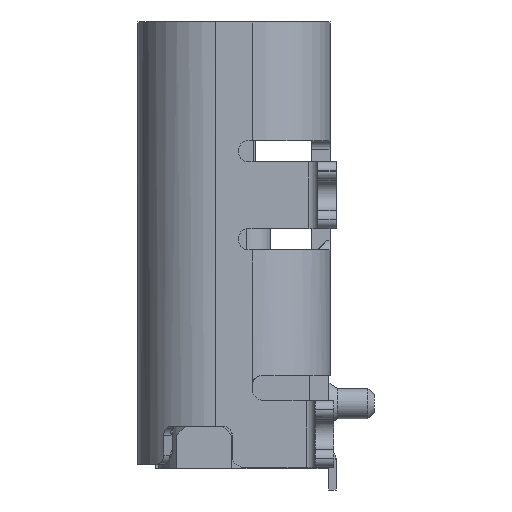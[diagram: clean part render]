
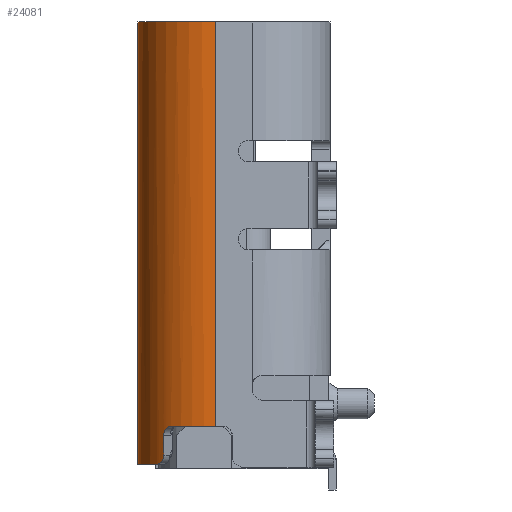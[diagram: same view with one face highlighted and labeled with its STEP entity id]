
A CAD part, left-side view. The second image highlights one B-rep face of the part: STEP entity #24081.
In plain terms, the highlighted cylindrical face has radius 1.28 mm (diameter 2.56 mm), a partial arc.
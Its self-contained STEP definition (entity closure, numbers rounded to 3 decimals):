
#2843=VERTEX_POINT('NONE',#2844);
#2844=CARTESIAN_POINT('',(-3.19,3.26,-0.995));
#2849=EDGE_CURVE('NONE',#2843,#2850,#2852,.F.);
#2850=VERTEX_POINT('NONE',#2851);
#2851=CARTESIAN_POINT('',(-3.19,3.26,6.28));
#2852=B_SPLINE_CURVE_WITH_KNOTS('',3,(#2853,#2854,#2855,#2856),.UNSPECIFIED.,.F.,.U.,(4,4),(0.0,1.0),.PIECEWISE_BEZIER_KNOTS.);
#2853=CARTESIAN_POINT('',(-3.19,3.26,6.28));
#2854=CARTESIAN_POINT('',(-3.19,3.26,3.855));
#2855=CARTESIAN_POINT('',(-3.19,3.26,1.43));
#2856=CARTESIAN_POINT('',(-3.19,3.26,-0.995));
#3865=EDGE_CURVE('NONE',#2850,#3866,#3868,.F.);
#3866=VERTEX_POINT('NONE',#3867);
#3867=CARTESIAN_POINT('',(-4.47,1.98,6.28));
#3868=CIRCLE('',#3869,1.28);
#3869=AXIS2_PLACEMENT_3D('',#3870,#3871,#3872);
#3870=CARTESIAN_POINT('',(-3.19,1.98,6.28));
#3871=DIRECTION('',(0.,0.,-1.0));
#3872=DIRECTION('',(1.0,0.,0.));
#18569=VERTEX_POINT('NONE',#18570);
#18570=CARTESIAN_POINT('',(-4.237,2.716,-0.37));
#18577=EDGE_CURVE('NONE',#18569,#18578,#18580,.T.);
#18578=VERTEX_POINT('NONE',#18579);
#18579=CARTESIAN_POINT('',(-4.143,2.835,-0.52));
#18580=B_SPLINE_CURVE_WITH_KNOTS('',3,(#18581,#18582,#18583,#18584,#18585,#18586,#18587,#18588,#18589,#18590,#18591,#18592,#18593,#18594),.UNSPECIFIED.,.F.,.U.,(4,2,2,2,2,2,4),(0.0,0.25,0.375,0.438,0.469,0.5,1.0),.UNSPECIFIED.);
#18581=CARTESIAN_POINT('',(-4.237,2.716,-0.37));
#18582=CARTESIAN_POINT('',(-4.236,2.718,-0.37));
#18583=CARTESIAN_POINT('',(-4.23,2.726,-0.369));
#18584=CARTESIAN_POINT('',(-4.212,2.75,-0.376));
#18585=CARTESIAN_POINT('',(-4.205,2.759,-0.379));
#18586=CARTESIAN_POINT('',(-4.193,2.774,-0.388));
#18587=CARTESIAN_POINT('',(-4.189,2.78,-0.392));
#18588=CARTESIAN_POINT('',(-4.183,2.788,-0.399));
#18589=CARTESIAN_POINT('',(-4.181,2.79,-0.402));
#18590=CARTESIAN_POINT('',(-4.176,2.796,-0.407));
#18591=CARTESIAN_POINT('',(-4.173,2.799,-0.412));
#18592=CARTESIAN_POINT('',(-4.151,2.826,-0.446));
#18593=CARTESIAN_POINT('',(-4.143,2.835,-0.487));
#18594=CARTESIAN_POINT('',(-4.143,2.835,-0.52));
#18610=EDGE_CURVE('NONE',#18611,#18613,#18615,.T.);
#18611=VERTEX_POINT('NONE',#18612);
#18612=CARTESIAN_POINT('',(-4.143,2.835,-0.845));
#18613=VERTEX_POINT('NONE',#18614);
#18614=CARTESIAN_POINT('',(-4.031,2.945,-0.995));
#18615=B_SPLINE_CURVE_WITH_KNOTS('',3,(#18616,#18617,#18618,#18619,#18620,#18621,#18622,#18623),.UNSPECIFIED.,.F.,.U.,(4,2,2,4),(0.0,0.25,0.5,1.0),.UNSPECIFIED.);
#18616=CARTESIAN_POINT('',(-4.143,2.835,-0.845));
#18617=CARTESIAN_POINT('',(-4.143,2.835,-0.865));
#18618=CARTESIAN_POINT('',(-4.14,2.838,-0.885));
#18619=CARTESIAN_POINT('',(-4.129,2.85,-0.922));
#18620=CARTESIAN_POINT('',(-4.12,2.86,-0.94));
#18621=CARTESIAN_POINT('',(-4.092,2.888,-0.977));
#18622=CARTESIAN_POINT('',(-4.065,2.916,-0.995));
#18623=CARTESIAN_POINT('',(-4.031,2.945,-0.995));
#18677=VERTEX_POINT('NONE',#18678);
#18678=CARTESIAN_POINT('',(-4.47,1.98,-0.37));
#18684=EDGE_CURVE('NONE',#18677,#18569,#18685,.T.);
#18685=CIRCLE('',#18686,1.28);
#18686=AXIS2_PLACEMENT_3D('',#18687,#18688,#18689);
#18687=CARTESIAN_POINT('',(-3.19,1.98,-0.37));
#18688=DIRECTION('',(0.0,0.0,-1.0));
#18689=DIRECTION('',(1.0,0.0,0.0));
#21353=EDGE_CURVE('NONE',#3866,#18677,#21354,.T.);
#21354=LINE('',#21355,#21356);
#21355=CARTESIAN_POINT('',(-4.47,1.98,2.643));
#21356=VECTOR('',#21357,1.0);
#21357=DIRECTION('',(0.0,0.0,-1.0));
#22626=EDGE_CURVE('NONE',#18613,#2843,#22627,.T.);
#22627=CIRCLE('',#22628,1.28);
#22628=AXIS2_PLACEMENT_3D('',#22629,#22630,#22631);
#22629=CARTESIAN_POINT('',(-3.19,1.98,-0.995));
#22630=DIRECTION('',(0.0,0.0,-1.0));
#22631=DIRECTION('',(1.0,0.,0.0));
#22883=EDGE_CURVE('NONE',#18578,#18611,#22884,.T.);
#22884=LINE('',#22885,#22886);
#22885=CARTESIAN_POINT('',(-4.143,2.835,2.643));
#22886=VECTOR('',#22887,1.0);
#22887=DIRECTION('',(0.0,0.0,-1.0));
#24081=ADVANCED_FACE('NONE',(#24082),#24092,.T.);
#24082=FACE_BOUND('NONE',#24083,.T.);
#24083=EDGE_LOOP('',(#24084,#24085,#24086,#24087,#24088,#24089,#24090,#24091));
#24084=ORIENTED_EDGE('',*,*,#21353,.F.);
#24085=ORIENTED_EDGE('',*,*,#3865,.F.);
#24086=ORIENTED_EDGE('',*,*,#2849,.F.);
#24087=ORIENTED_EDGE('',*,*,#22626,.F.);
#24088=ORIENTED_EDGE('',*,*,#18610,.F.);
#24089=ORIENTED_EDGE('',*,*,#22883,.F.);
#24090=ORIENTED_EDGE('',*,*,#18577,.F.);
#24091=ORIENTED_EDGE('',*,*,#18684,.F.);
#24092=CYLINDRICAL_SURFACE('',#24093,1.28);
#24093=AXIS2_PLACEMENT_3D('',#24094,#24095,#24096);
#24094=CARTESIAN_POINT('',(-3.19,1.98,-1.039));
#24095=DIRECTION('',(0.0,0.,1.0));
#24096=DIRECTION('',(1.0,0.0,0.0));
